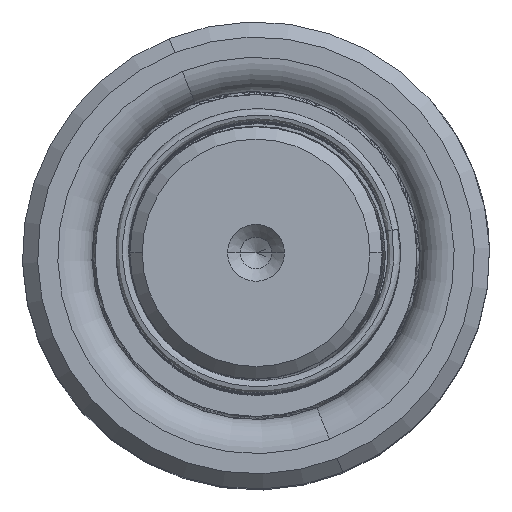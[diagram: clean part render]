
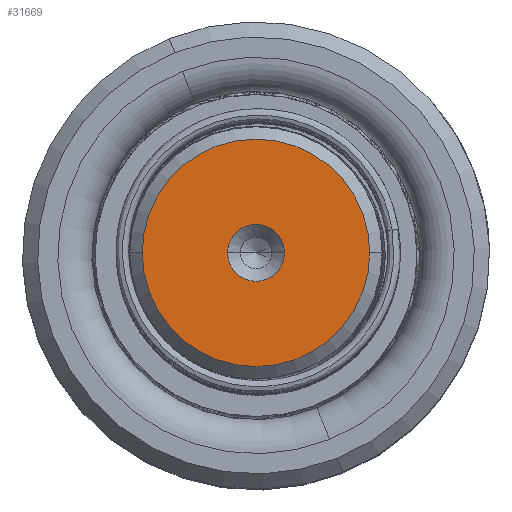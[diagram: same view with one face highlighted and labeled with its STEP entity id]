
A CAD part, top view. The second image highlights one B-rep face of the part: STEP entity #31669.
In plain terms, the highlighted planar face has unit normal (0, 0, 1).
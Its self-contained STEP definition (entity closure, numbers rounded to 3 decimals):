
#258 = CIRCLE ( 'NONE', #19397, 9.009 ) ;
#680 = EDGE_LOOP ( 'NONE', ( #8421, #18332 ) ) ;
#720 = DIRECTION ( 'NONE',  ( 1., 0., 0. ) ) ;
#2078 = ORIENTED_EDGE ( 'NONE', *, *, #31060, .T. ) ;
#3331 = CARTESIAN_POINT ( 'NONE',  ( 0., 0., 170. ) ) ;
#4028 = VERTEX_POINT ( 'NONE', #6644 ) ;
#5099 = CARTESIAN_POINT ( 'NONE',  ( -2.25, 0., 170. ) ) ;
#5259 = DIRECTION ( 'NONE',  ( 1., 0., 0. ) ) ;
#6005 = DIRECTION ( 'NONE',  ( 0., 0., 1. ) ) ;
#6644 = CARTESIAN_POINT ( 'NONE',  ( 9.009, 0., 170. ) ) ;
#7235 = VERTEX_POINT ( 'NONE', #23940 ) ;
#7558 = EDGE_LOOP ( 'NONE', ( #2078, #33108 ) ) ;
#8421 = ORIENTED_EDGE ( 'NONE', *, *, #8884, .F. ) ;
#8848 = FACE_OUTER_BOUND ( 'NONE', #7558, .T. ) ;
#8884 = EDGE_CURVE ( 'NONE', #7235, #33079, #23310, .T. ) ;
#9712 = DIRECTION ( 'NONE',  ( 1., 0., 0. ) ) ;
#11999 = CARTESIAN_POINT ( 'NONE',  ( 0., 0., 170. ) ) ;
#12030 = AXIS2_PLACEMENT_3D ( 'NONE', #3331, #6005, #20213 ) ;
#12651 = DIRECTION ( 'NONE',  ( 0., 0., 1. ) ) ;
#18037 = CIRCLE ( 'NONE', #28460, 2.25 ) ;
#18143 = CARTESIAN_POINT ( 'NONE',  ( 0., 0., 170. ) ) ;
#18332 = ORIENTED_EDGE ( 'NONE', *, *, #31206, .F. ) ;
#19217 = CARTESIAN_POINT ( 'NONE',  ( 0., 0., 170. ) ) ;
#19397 = AXIS2_PLACEMENT_3D ( 'NONE', #19217, #22281, #5259 ) ;
#19720 = AXIS2_PLACEMENT_3D ( 'NONE', #23308, #31540, #23189 ) ;
#20213 = DIRECTION ( 'NONE',  ( 1., 0., 0. ) ) ;
#22281 = DIRECTION ( 'NONE',  ( 0., 0., 1. ) ) ;
#22315 = AXIS2_PLACEMENT_3D ( 'NONE', #11999, #23264, #720 ) ;
#22562 = EDGE_CURVE ( 'NONE', #4028, #35914, #258, .T. ) ;
#23189 = DIRECTION ( 'NONE',  ( 1., 0., 0. ) ) ;
#23264 = DIRECTION ( 'NONE',  ( 0., 0., 1. ) ) ;
#23308 = CARTESIAN_POINT ( 'NONE',  ( 0., 0., 170. ) ) ;
#23310 = CIRCLE ( 'NONE', #12030, 2.25 ) ;
#23940 = CARTESIAN_POINT ( 'NONE',  ( 2.25, 0., 170. ) ) ;
#28460 = AXIS2_PLACEMENT_3D ( 'NONE', #18143, #12651, #9712 ) ;
#29581 = CARTESIAN_POINT ( 'NONE',  ( -9.009, 0., 170. ) ) ;
#31060 = EDGE_CURVE ( 'NONE', #35914, #4028, #35627, .T. ) ;
#31206 = EDGE_CURVE ( 'NONE', #33079, #7235, #18037, .T. ) ;
#31207 = FACE_BOUND ( 'NONE', #680, .T. ) ;
#31540 = DIRECTION ( 'NONE',  ( 0., 0., 1. ) ) ;
#31613 = PLANE ( 'NONE',  #22315 ) ;
#31669 = ADVANCED_FACE ( 'NONE', ( #31207, #8848 ), #31613, .T. ) ;
#33079 = VERTEX_POINT ( 'NONE', #5099 ) ;
#33108 = ORIENTED_EDGE ( 'NONE', *, *, #22562, .T. ) ;
#35627 = CIRCLE ( 'NONE', #19720, 9.009 ) ;
#35914 = VERTEX_POINT ( 'NONE', #29581 ) ;
